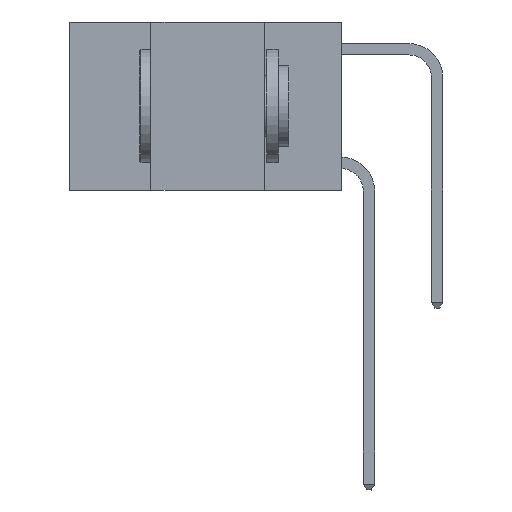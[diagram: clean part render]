
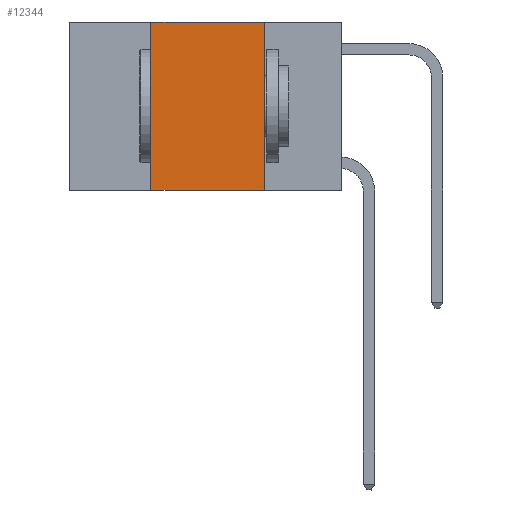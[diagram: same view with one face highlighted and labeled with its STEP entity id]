
A CAD part, left-side view. The second image highlights one B-rep face of the part: STEP entity #12344.
In plain terms, the highlighted planar face has unit normal (-1, 0, 0).
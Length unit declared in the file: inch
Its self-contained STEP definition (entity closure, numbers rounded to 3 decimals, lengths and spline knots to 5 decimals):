
#855 = LINE ( 'NONE', #11124, #16655 ) ;
#1337 = VERTEX_POINT ( 'NONE', #19461 ) ;
#1766 = CARTESIAN_POINT ( 'NONE',  ( 0., 0.17, -0.37 ) ) ;
#2205 = ORIENTED_EDGE ( 'NONE', *, *, #3683, .F. ) ;
#2551 = CARTESIAN_POINT ( 'NONE',  ( 0., 0.6, 0. ) ) ;
#3349 = LINE ( 'NONE', #14208, #16906 ) ;
#3683 = EDGE_CURVE ( 'NONE', #12650, #12037, #855, .T. ) ;
#4184 = PLANE ( 'NONE',  #16269 ) ;
#4251 = DIRECTION ( 'NONE',  ( 1., 0., 0. ) ) ;
#5594 = ORIENTED_EDGE ( 'NONE', *, *, #6233, .F. ) ;
#5885 = DIRECTION ( 'NONE',  ( 0., 0., -1. ) ) ;
#6233 = EDGE_CURVE ( 'NONE', #1337, #9763, #7913, .T. ) ;
#7201 = CARTESIAN_POINT ( 'NONE',  ( 0., 0.6, -0.37 ) ) ;
#7913 = LINE ( 'NONE', #18072, #10362 ) ;
#9763 = VERTEX_POINT ( 'NONE', #1766 ) ;
#10362 = VECTOR ( 'NONE', #5885, 39.37008 ) ;
#10459 = VECTOR ( 'NONE', #19935, 39.37008 ) ;
#11124 = CARTESIAN_POINT ( 'NONE',  ( 0., 0.42, 0. ) ) ;
#11906 = LINE ( 'NONE', #7201, #10459 ) ;
#12037 = VERTEX_POINT ( 'NONE', #15727 ) ;
#12344 = ADVANCED_FACE ( 'NONE', ( #18087 ), #4184, .F. ) ;
#12437 = DIRECTION ( 'NONE',  ( 0., -1., 0. ) ) ;
#12650 = VERTEX_POINT ( 'NONE', #14624 ) ;
#13093 = ORIENTED_EDGE ( 'NONE', *, *, #17227, .T. ) ;
#14208 = CARTESIAN_POINT ( 'NONE',  ( 0., 0.6, 0. ) ) ;
#14310 = DIRECTION ( 'NONE',  ( 0., 0., 1. ) ) ;
#14624 = CARTESIAN_POINT ( 'NONE',  ( 0., 0.42, -0.37 ) ) ;
#15727 = CARTESIAN_POINT ( 'NONE',  ( 0., 0.42, 0. ) ) ;
#16269 = AXIS2_PLACEMENT_3D ( 'NONE', #2551, #4251, #19763 ) ;
#16655 = VECTOR ( 'NONE', #14310, 39.37008 ) ;
#16906 = VECTOR ( 'NONE', #12437, 39.37008 ) ;
#17227 = EDGE_CURVE ( 'NONE', #12650, #9763, #11906, .T. ) ;
#17629 = EDGE_CURVE ( 'NONE', #12037, #1337, #3349, .T. ) ;
#18072 = CARTESIAN_POINT ( 'NONE',  ( 0., 0.17, 0. ) ) ;
#18087 = FACE_OUTER_BOUND ( 'NONE', #18360, .T. ) ;
#18360 = EDGE_LOOP ( 'NONE', ( #5594, #18901, #2205, #13093 ) ) ;
#18901 = ORIENTED_EDGE ( 'NONE', *, *, #17629, .F. ) ;
#19461 = CARTESIAN_POINT ( 'NONE',  ( 0., 0.17, 0. ) ) ;
#19763 = DIRECTION ( 'NONE',  ( 0., 0., -1. ) ) ;
#19935 = DIRECTION ( 'NONE',  ( 0., -1., 0. ) ) ;
